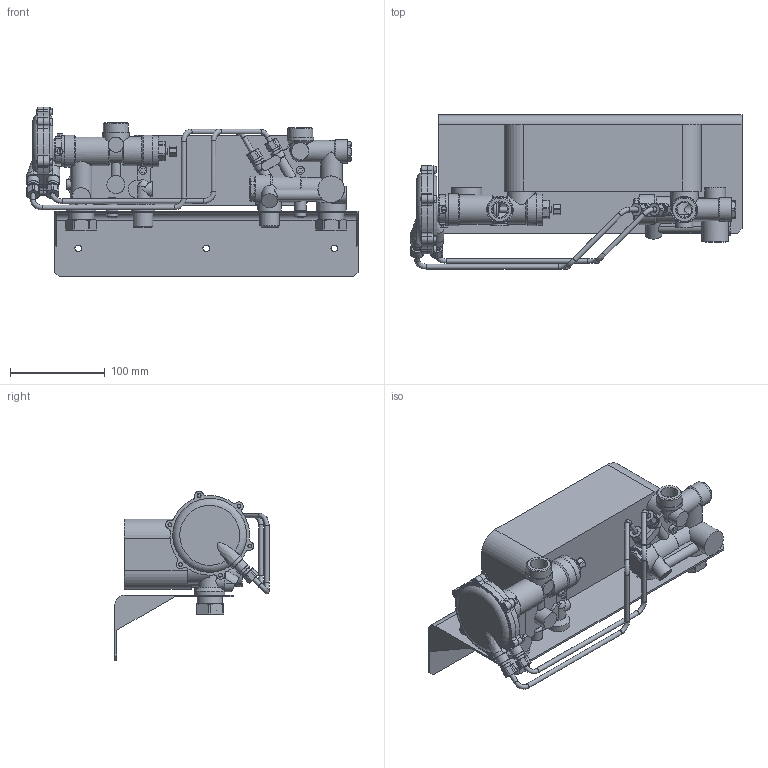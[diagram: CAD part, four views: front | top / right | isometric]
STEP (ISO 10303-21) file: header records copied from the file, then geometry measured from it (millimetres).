
FILE_DESCRIPTION(/* description */ (''),/* implementation_level */ '2;1');
FILE_NAME(/* name */ '300018_Substitute_1.stp',/* time_stamp */ '2017-01-17T15:19:57+01:00',/* author */ ('Rodolfo'),/* organization */ (''),/* preprocessor_version */ 'ST-DEVELOPER v15.6',/* originating_system */ 'Autodesk Inventor 2015',/* authorisation */ '');
FILE_SCHEMA (('AUTOMOTIVE_DESIGN { 1 0 10303 214 3 1 1 }'));
Length unit declared in the file: millimetre
Products named in the file (1): 300018_Substitute_1
Bounding box: 350.05 x 162.5 x 178.81 mm (x, y, z)
Surface area: 297114 mm2 (no closed solid volume)
Topology: 0 solids, 93 shells, 571 faces, 2058 edges, 1420 vertices
Faces by surface type: plane 256, cylinder 230, cone 55, torus 22, sphere 5, bspline 3
Full cylindrical faces by diameter (mm): 0.8 x1, 5 x11, 5.5 x1, 6.2 x1, 7 x5, 8.5 x2, 9.728 x4, 10 x1, 12 x3, 13 x3, 13.5 x1, 14 x2, 14.3 x2, 15 x1, 16 x3, 16.376 x1, 16.5 x1, 17.1 x1, 18 x2, 18.3 x1, 19 x2, 20.95 x1, 20.96 x1, 22 x1, 23 x1, 25 x3, 25.9 x1, 26 x1, 26.4 x4, 27 x1
Entity records: 22871 total; most frequent: CARTESIAN_POINT 6292, DIRECTION 3402, ORIENTED_EDGE 2866, EDGE_CURVE 1904, AXIS2_PLACEMENT_3D 1392, VERTEX_POINT 1377, CIRCLE 805, EDGE_LOOP 770
